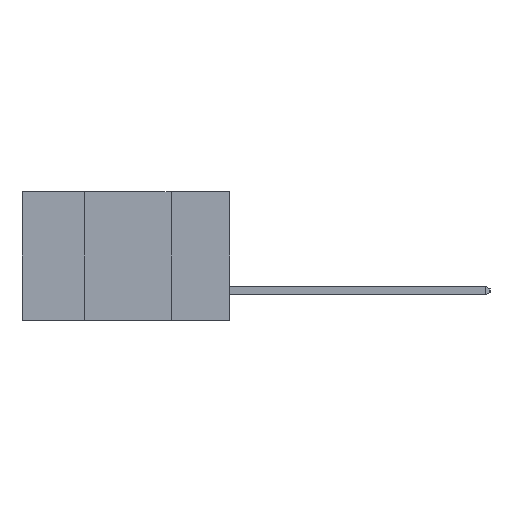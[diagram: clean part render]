
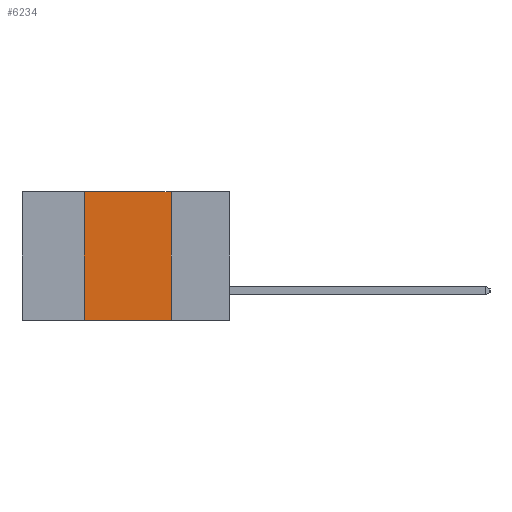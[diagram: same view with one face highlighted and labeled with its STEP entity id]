
A CAD part, left-side view. The second image highlights one B-rep face of the part: STEP entity #6234.
In plain terms, the highlighted planar face has unit normal (-1, 0, 0).
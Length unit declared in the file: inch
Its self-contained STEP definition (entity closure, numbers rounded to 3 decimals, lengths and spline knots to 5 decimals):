
#874 = CARTESIAN_POINT ( 'NONE',  ( 0., 0.42, 0. ) ) ;
#1067 = CARTESIAN_POINT ( 'NONE',  ( 0., 0.6, 0. ) ) ;
#1963 = VECTOR ( 'NONE', #25936, 39.37008 ) ;
#2040 = ORIENTED_EDGE ( 'NONE', *, *, #14920, .F. ) ;
#2107 = CARTESIAN_POINT ( 'NONE',  ( 0., 0.42, 0. ) ) ;
#2756 = ORIENTED_EDGE ( 'NONE', *, *, #7373, .F. ) ;
#3300 = VERTEX_POINT ( 'NONE', #9342 ) ;
#4114 = VECTOR ( 'NONE', #6632, 39.37008 ) ;
#4158 = VERTEX_POINT ( 'NONE', #28350 ) ;
#5058 = DIRECTION ( 'NONE',  ( 0., -1., 0. ) ) ;
#6234 = ADVANCED_FACE ( 'NONE', ( #20378 ), #19041, .F. ) ;
#6632 = DIRECTION ( 'NONE',  ( 0., 0., 1. ) ) ;
#7373 = EDGE_CURVE ( 'NONE', #19054, #25651, #13349, .T. ) ;
#7482 = ORIENTED_EDGE ( 'NONE', *, *, #24514, .T. ) ;
#7832 = DIRECTION ( 'NONE',  ( 0., 0., -1. ) ) ;
#9342 = CARTESIAN_POINT ( 'NONE',  ( 0., 0.42, -0.37 ) ) ;
#10556 = LINE ( 'NONE', #21466, #27539 ) ;
#12996 = AXIS2_PLACEMENT_3D ( 'NONE', #1067, #21269, #7832 ) ;
#13349 = LINE ( 'NONE', #20798, #20645 ) ;
#14683 = LINE ( 'NONE', #14850, #1963 ) ;
#14850 = CARTESIAN_POINT ( 'NONE',  ( 0., 0.6, -0.37 ) ) ;
#14920 = EDGE_CURVE ( 'NONE', #25651, #4158, #10556, .T. ) ;
#15174 = EDGE_CURVE ( 'NONE', #3300, #19054, #27880, .T. ) ;
#15295 = ORIENTED_EDGE ( 'NONE', *, *, #15174, .F. ) ;
#18689 = CARTESIAN_POINT ( 'NONE',  ( 0., 0.17, 0. ) ) ;
#19041 = PLANE ( 'NONE',  #12996 ) ;
#19054 = VERTEX_POINT ( 'NONE', #874 ) ;
#20378 = FACE_OUTER_BOUND ( 'NONE', #25368, .T. ) ;
#20645 = VECTOR ( 'NONE', #5058, 39.37008 ) ;
#20798 = CARTESIAN_POINT ( 'NONE',  ( 0., 0.6, 0. ) ) ;
#21269 = DIRECTION ( 'NONE',  ( 1., 0., 0. ) ) ;
#21466 = CARTESIAN_POINT ( 'NONE',  ( 0., 0.17, 0. ) ) ;
#23639 = DIRECTION ( 'NONE',  ( 0., 0., -1. ) ) ;
#24514 = EDGE_CURVE ( 'NONE', #3300, #4158, #14683, .T. ) ;
#25368 = EDGE_LOOP ( 'NONE', ( #2040, #2756, #15295, #7482 ) ) ;
#25651 = VERTEX_POINT ( 'NONE', #18689 ) ;
#25936 = DIRECTION ( 'NONE',  ( 0., -1., 0. ) ) ;
#27539 = VECTOR ( 'NONE', #23639, 39.37008 ) ;
#27880 = LINE ( 'NONE', #2107, #4114 ) ;
#28350 = CARTESIAN_POINT ( 'NONE',  ( 0., 0.17, -0.37 ) ) ;
